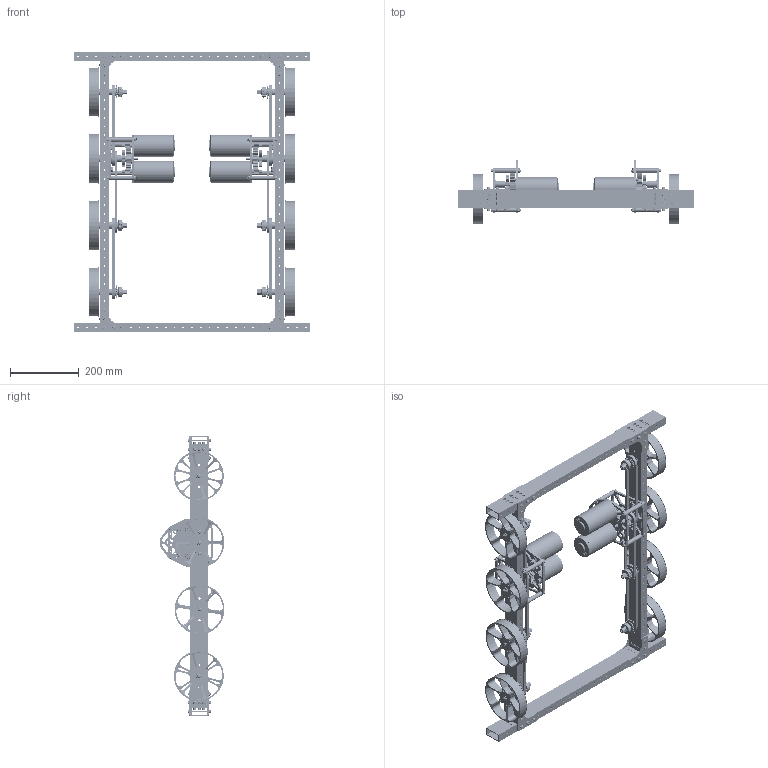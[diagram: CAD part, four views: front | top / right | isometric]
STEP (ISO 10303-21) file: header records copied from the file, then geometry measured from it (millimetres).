
FILE_DESCRIPTION (( 'STEP AP203' ), '1' );
FILE_NAME ('am-4890_OP6E.STEP', '2022-11-30T20:45:35', ( '' ), ( '' ), 'SwSTEP 2.0', 'SolidWorks 2022', '' );
FILE_SCHEMA (( 'CONFIG_CONTROL_DESIGN' ));
Length unit declared in the file: inch
Products named in the file (45): 10-32x0500_shcs_HX-SHCS 0.19-32x1.375x1-C; S25-17HD-500H_2737T112; BHCS 10-32 x 0.375 phillips_SBHCSCREW 0.19-32x0.5-HX-C; 14-20 NyLock thin - Mcm 90566A029_Kip_90566A029; 10-32x2500_shcs2_HX-SHCS 0.19-32x1.375x1-C; CT18-1Evo Shifter 2 Axle Cluster Shaft; FR8ZZ Hex Bearing; FR6ZZ Bearing_Kip; 250x1000 dowel; am-3860 90 Gusset; 250 Washer; FR6ZZ Bearing; am-3947-125 375H x 125IN Spacer; am-4762 Tube Plug for 2x1x.125; CIM Motor SW_Kip; am-3948-375 500H x 375IN Spacer; am-4887 78 Link Chain (sim); BHCS 14-20 x 0.625 91255A539_ALLOY STEEL BUTTON-HEAD SOCKET CAP SCREW_91255A539; am-3948-125 500H x 125IN Spacer; 14-20 NyLock thin - Mcm 90566A029_90566A029; FR8ZZ Hex Bearing_Kip; am-1526 500Hex Collar Clamp; 500Hex Collar Clamp Body; 38T 20DP 375Hex 375 FW_Kip; am-0095b 6in Perf 500 Hex; Retaining Ring_97633A200_grv; Evo CIM Slim Motor Plate Encoder Change; am-4884 Drive Shaft; 14-20 x 0.500 BHCS_92949A837; 2 Stage 2 CIM Evo Slim (LONG); 10-32 Nylock Jam Nut_90633A411; Evo Shifter 2 Axle Shaft Plate REV2; GEN3 2 Axle 2 Motor Top Side Spacer; am-4886 Drivetrain End Rail; 15T 32DP 8mm Bore Gear_Kip; am-4885 Drivetrain Side Rail; .0625 x 500hex Acetal Spacer (am-1364); am-3947-1000 375H x 1000IN Spacer; 10-32x0625_shcs_Kip_HX-SHCS 0.19-32x1.375x1-C; 14-20x3250 shcs_92196A555 ...
Assembly tree (220 placements, depth 3):
  am-4890_OP6E
    am-4885 Drivetrain Side Rail  x2
    am-4762 Tube Plug for 2x1x.125  x4
    am-4886 Drivetrain End Rail  x2
    am-3860 90 Gusset  x8
    10-32x2500_shcs2_HX-SHCS 0.19-32x1.375x1-C  x16
    10-32 Nylock Jam Nut_90633A411  x16
    10-32x0500_shcs_HX-SHCS 0.19-32x1.375x1-C  x20
    BHCS 10-32 x 0.375 phillips_SBHCSCREW 0.19-32x0.5-HX-C  x24
    BHCS 14-20 x 0.625 91255A539_ALLOY STEEL BUTTON-HEAD SOCKET CAP SCREW_91255A539  x4
    14-20 NyLock thin - Mcm 90566A029_90566A029  x4
    am-0095b 6in Perf 500 Hex  x8
    am-3948-125 500H x 125IN Spacer  x8
    2 Stage 2 CIM Evo Slim (LONG)  x2
      Evo CIM Slim Motor Plate Encoder Change
      FR6ZZ Bearing
      CIM Motor SW_Kip
      10-32x0625_shcs_Kip_HX-SHCS 0.19-32x1.375x1-C
      85T 32DP 375 Hex Bore Gear_Kip
      15T 32DP 8mm Bore Gear_Kip
      38T 20DP 375Hex 375 FW_Kip
      FR6ZZ Bearing_Kip
      FR6ZZ-L Bearing_Kip
      14-20 NyLock thin - Mcm 90566A029_Kip_90566A029
      FR8ZZ Hex Bearing_Kip
      32T 20DP 500hex 375 FW
      Retaining Ring_97633A200_grv
      .0625 x 500hex Acetal Spacer (am-1364)
      250x1000 dowel
      Evo Shifter 2 Axle Shaft Plate REV2
      S25-17HD-500H_2737T112
      am-3948-125 500H x 125IN Spacer
      am-3948-375 500H x 375IN Spacer
      CT18-1Evo Shifter 2 Axle Cluster Shaft
      14-20x3250 shcs_92196A555
      am-3947-1000 375H x 1000IN Spacer
      am-3947-125 375H x 125IN Spacer
      GEN3 2 Axle 2 Motor Top Side Spacer
      PRTx061 Altered Gearbox Shaft
    FR8ZZ Hex Bearing  x14
    250 Washer  x8
    14-20 x 0.500 BHCS_92949A837  x8
    am-1526 500Hex Collar Clamp  x6
      500Hex Collar Clamp Body
      10-32x0500_shcs_HX-SHCS 0.19-32x1.375x1-C
    S25-17HD-500H_2737T112  x6
    am-3948-375 500H x 375IN Spacer  x6
    am-4887 78 Link Chain (sim)  x6
    am-4884 Drive Shaft  x6
Bounding box: 685.8 x 188.39 x 812.8 mm (x, y, z)
Volume: 4590495.2 mm3; surface area: 1978510.7 mm2
Topology: 290 solids, 290 shells, 15212 faces, 40120 edges, 25676 vertices
Faces by surface type: cylinder 8346, plane 3680, cone 2666, torus 396, sphere 72, bspline 52
Entity records: 123544 total; most frequent: CARTESIAN_POINT 31717, DIRECTION 18070, ORIENTED_EDGE 17098, EDGE_CURVE 8549, AXIS2_PLACEMENT_3D 7395, VERTEX_POINT 5594, CIRCLE 4079, EDGE_LOOP 3759
